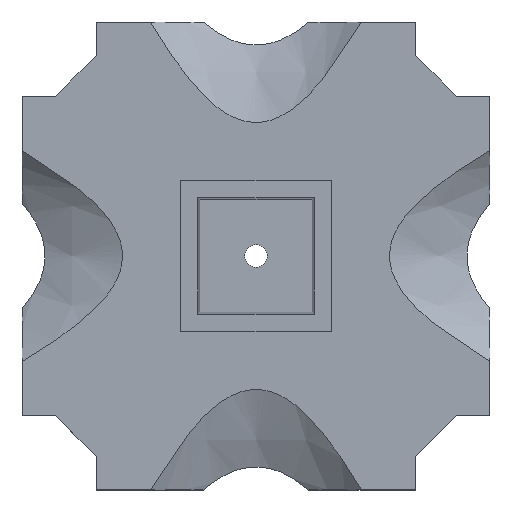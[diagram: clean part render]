
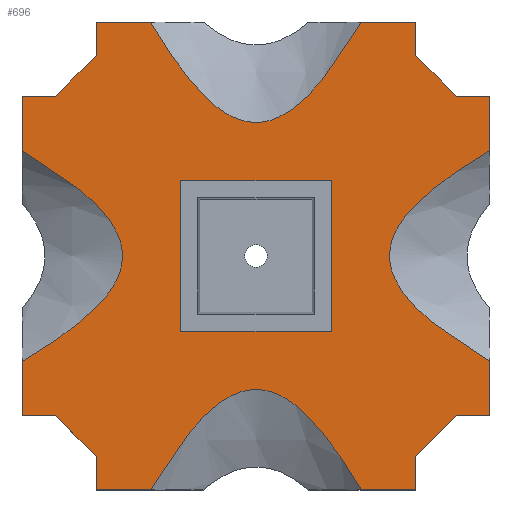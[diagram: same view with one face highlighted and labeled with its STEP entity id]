
A CAD part, top view. The second image highlights one B-rep face of the part: STEP entity #696.
In plain terms, the highlighted planar face has unit normal (0, 0, 1).
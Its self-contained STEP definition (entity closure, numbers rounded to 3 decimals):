
#16=(
BOUNDED_CURVE()
B_SPLINE_CURVE(2,(#1024,#1025,#1026),.UNSPECIFIED.,.F.,.F.)
B_SPLINE_CURVE_WITH_KNOTS((3,3),(0.,3.098),.UNSPECIFIED.)
CURVE()
GEOMETRIC_REPRESENTATION_ITEM()
RATIONAL_B_SPLINE_CURVE((1.,1.274,1.))
REPRESENTATION_ITEM('')
);
#18=(
BOUNDED_CURVE()
B_SPLINE_CURVE(2,(#1037,#1038,#1039),.UNSPECIFIED.,.F.,.F.)
B_SPLINE_CURVE_WITH_KNOTS((3,3),(0.,3.098),.UNSPECIFIED.)
CURVE()
GEOMETRIC_REPRESENTATION_ITEM()
RATIONAL_B_SPLINE_CURVE((1.,1.274,1.))
REPRESENTATION_ITEM('')
);
#20=(
BOUNDED_CURVE()
B_SPLINE_CURVE(2,(#1050,#1051,#1052),.UNSPECIFIED.,.F.,.F.)
B_SPLINE_CURVE_WITH_KNOTS((3,3),(0.,3.098),.UNSPECIFIED.)
CURVE()
GEOMETRIC_REPRESENTATION_ITEM()
RATIONAL_B_SPLINE_CURVE((1.,1.274,1.))
REPRESENTATION_ITEM('')
);
#22=(
BOUNDED_CURVE()
B_SPLINE_CURVE(2,(#1111,#1112,#1113),.UNSPECIFIED.,.F.,.F.)
B_SPLINE_CURVE_WITH_KNOTS((3,3),(0.,3.098),.UNSPECIFIED.)
CURVE()
GEOMETRIC_REPRESENTATION_ITEM()
RATIONAL_B_SPLINE_CURVE((1.,1.274,1.))
REPRESENTATION_ITEM('')
);
#31=FACE_BOUND('',#102,.T.);
#61=FACE_OUTER_BOUND('',#101,.T.);
#101=EDGE_LOOP('',(#549,#550,#551,#552,#553,#554,#555,#556,#557,#558,#559,
#560,#561,#562,#563,#564,#565,#566,#567,#568,#569,#570,#571,#572));
#102=EDGE_LOOP('',(#573,#574,#575,#576));
#132=LINE('',#989,#213);
#136=LINE('',#997,#217);
#139=LINE('',#1003,#220);
#142=LINE('',#1008,#223);
#145=LINE('',#1056,#226);
#148=LINE('',#1062,#229);
#169=LINE('',#1106,#250);
#171=LINE('',#1118,#252);
#172=LINE('',#1120,#253);
#173=LINE('',#1122,#254);
#174=LINE('',#1123,#255);
#175=LINE('',#1125,#256);
#176=LINE('',#1127,#257);
#177=LINE('',#1129,#258);
#178=LINE('',#1130,#259);
#179=LINE('',#1132,#260);
#180=LINE('',#1134,#261);
#181=LINE('',#1136,#262);
#182=LINE('',#1138,#263);
#183=LINE('',#1139,#264);
#184=LINE('',#1141,#265);
#185=LINE('',#1143,#266);
#186=LINE('',#1145,#267);
#187=LINE('',#1146,#268);
#213=VECTOR('',#809,10.);
#217=VECTOR('',#815,10.);
#220=VECTOR('',#820,10.);
#223=VECTOR('',#825,10.);
#226=VECTOR('',#854,10.);
#229=VECTOR('',#859,10.);
#250=VECTOR('',#884,10.);
#252=VECTOR('',#894,10.);
#253=VECTOR('',#895,10.);
#254=VECTOR('',#896,10.);
#255=VECTOR('',#897,10.);
#256=VECTOR('',#898,10.);
#257=VECTOR('',#899,10.);
#258=VECTOR('',#900,10.);
#259=VECTOR('',#901,10.);
#260=VECTOR('',#902,10.);
#261=VECTOR('',#903,10.);
#262=VECTOR('',#904,10.);
#263=VECTOR('',#905,10.);
#264=VECTOR('',#906,10.);
#265=VECTOR('',#907,10.);
#266=VECTOR('',#908,10.);
#267=VECTOR('',#909,10.);
#268=VECTOR('',#910,10.);
#291=VERTEX_POINT('',#987);
#292=VERTEX_POINT('',#988);
#295=VERTEX_POINT('',#996);
#297=VERTEX_POINT('',#1002);
#302=VERTEX_POINT('',#1021);
#303=VERTEX_POINT('',#1023);
#306=VERTEX_POINT('',#1034);
#307=VERTEX_POINT('',#1036);
#310=VERTEX_POINT('',#1047);
#311=VERTEX_POINT('',#1049);
#312=VERTEX_POINT('',#1055);
#314=VERTEX_POINT('',#1061);
#332=VERTEX_POINT('',#1105);
#333=VERTEX_POINT('',#1109);
#334=VERTEX_POINT('',#1110);
#335=VERTEX_POINT('',#1117);
#336=VERTEX_POINT('',#1119);
#337=VERTEX_POINT('',#1121);
#338=VERTEX_POINT('',#1124);
#339=VERTEX_POINT('',#1126);
#340=VERTEX_POINT('',#1128);
#341=VERTEX_POINT('',#1131);
#342=VERTEX_POINT('',#1133);
#343=VERTEX_POINT('',#1135);
#344=VERTEX_POINT('',#1137);
#345=VERTEX_POINT('',#1140);
#346=VERTEX_POINT('',#1142);
#347=VERTEX_POINT('',#1144);
#361=EDGE_CURVE('',#291,#292,#132,.T.);
#365=EDGE_CURVE('',#292,#295,#136,.T.);
#368=EDGE_CURVE('',#295,#297,#139,.T.);
#371=EDGE_CURVE('',#297,#291,#142,.T.);
#377=EDGE_CURVE('',#303,#302,#16,.T.);
#381=EDGE_CURVE('',#307,#306,#18,.T.);
#385=EDGE_CURVE('',#311,#310,#20,.T.);
#387=EDGE_CURVE('',#312,#303,#145,.T.);
#390=EDGE_CURVE('',#314,#307,#148,.T.);
#412=EDGE_CURVE('',#332,#311,#169,.T.);
#414=EDGE_CURVE('',#333,#334,#22,.T.);
#417=EDGE_CURVE('',#302,#335,#171,.T.);
#418=EDGE_CURVE('',#335,#336,#172,.T.);
#419=EDGE_CURVE('',#336,#337,#173,.T.);
#420=EDGE_CURVE('',#337,#314,#174,.T.);
#421=EDGE_CURVE('',#306,#338,#175,.T.);
#422=EDGE_CURVE('',#338,#339,#176,.T.);
#423=EDGE_CURVE('',#339,#340,#177,.T.);
#424=EDGE_CURVE('',#340,#332,#178,.T.);
#425=EDGE_CURVE('',#310,#341,#179,.T.);
#426=EDGE_CURVE('',#342,#341,#180,.T.);
#427=EDGE_CURVE('',#343,#342,#181,.T.);
#428=EDGE_CURVE('',#344,#343,#182,.T.);
#429=EDGE_CURVE('',#333,#344,#183,.T.);
#430=EDGE_CURVE('',#345,#334,#184,.T.);
#431=EDGE_CURVE('',#345,#346,#185,.T.);
#432=EDGE_CURVE('',#346,#347,#186,.T.);
#433=EDGE_CURVE('',#347,#312,#187,.T.);
#549=ORIENTED_EDGE('',*,*,#377,.T.);
#550=ORIENTED_EDGE('',*,*,#417,.T.);
#551=ORIENTED_EDGE('',*,*,#418,.T.);
#552=ORIENTED_EDGE('',*,*,#419,.T.);
#553=ORIENTED_EDGE('',*,*,#420,.T.);
#554=ORIENTED_EDGE('',*,*,#390,.T.);
#555=ORIENTED_EDGE('',*,*,#381,.T.);
#556=ORIENTED_EDGE('',*,*,#421,.T.);
#557=ORIENTED_EDGE('',*,*,#422,.T.);
#558=ORIENTED_EDGE('',*,*,#423,.T.);
#559=ORIENTED_EDGE('',*,*,#424,.T.);
#560=ORIENTED_EDGE('',*,*,#412,.T.);
#561=ORIENTED_EDGE('',*,*,#385,.T.);
#562=ORIENTED_EDGE('',*,*,#425,.T.);
#563=ORIENTED_EDGE('',*,*,#426,.F.);
#564=ORIENTED_EDGE('',*,*,#427,.F.);
#565=ORIENTED_EDGE('',*,*,#428,.F.);
#566=ORIENTED_EDGE('',*,*,#429,.F.);
#567=ORIENTED_EDGE('',*,*,#414,.T.);
#568=ORIENTED_EDGE('',*,*,#430,.F.);
#569=ORIENTED_EDGE('',*,*,#431,.T.);
#570=ORIENTED_EDGE('',*,*,#432,.T.);
#571=ORIENTED_EDGE('',*,*,#433,.T.);
#572=ORIENTED_EDGE('',*,*,#387,.T.);
#573=ORIENTED_EDGE('',*,*,#361,.T.);
#574=ORIENTED_EDGE('',*,*,#365,.T.);
#575=ORIENTED_EDGE('',*,*,#368,.T.);
#576=ORIENTED_EDGE('',*,*,#371,.T.);
#659=PLANE('',#763);
#696=ADVANCED_FACE('',(#61,#31),#659,.T.);
#763=AXIS2_PLACEMENT_3D('',#1116,#892,#893);
#809=DIRECTION('',(-1.,0.,0.));
#815=DIRECTION('',(0.,1.,0.));
#820=DIRECTION('',(1.,0.,0.));
#825=DIRECTION('',(0.,-1.,0.));
#854=DIRECTION('',(0.,1.,0.));
#859=DIRECTION('',(-1.,0.,0.));
#884=DIRECTION('',(0.,-1.,0.));
#892=DIRECTION('center_axis',(0.,0.,1.));
#893=DIRECTION('ref_axis',(1.,0.,0.));
#894=DIRECTION('',(0.,1.,0.));
#895=DIRECTION('',(-1.,0.,0.));
#896=DIRECTION('',(-0.707,0.707,0.));
#897=DIRECTION('',(0.,1.,0.));
#898=DIRECTION('',(-1.,0.,0.));
#899=DIRECTION('',(0.,-1.,0.));
#900=DIRECTION('',(-0.707,-0.707,0.));
#901=DIRECTION('',(-1.,0.,0.));
#902=DIRECTION('',(0.,-1.,0.));
#903=DIRECTION('',(-1.,0.,0.));
#904=DIRECTION('',(-0.707,0.707,0.));
#905=DIRECTION('',(0.,1.,0.));
#906=DIRECTION('',(-1.,0.,0.));
#907=DIRECTION('',(-1.,0.,0.));
#908=DIRECTION('',(0.,1.,0.));
#909=DIRECTION('',(0.707,0.707,0.));
#910=DIRECTION('',(1.,0.,0.));
#987=CARTESIAN_POINT('',(-12.93,12.93,13.));
#988=CARTESIAN_POINT('',(-28.93,12.93,13.));
#989=CARTESIAN_POINT('',(-13.394,12.93,13.));
#996=CARTESIAN_POINT('',(-28.93,28.93,13.));
#997=CARTESIAN_POINT('',(-28.93,24.93,13.));
#1002=CARTESIAN_POINT('',(-12.93,28.93,13.));
#1003=CARTESIAN_POINT('',(-5.394,28.93,13.));
#1008=CARTESIAN_POINT('',(-12.93,16.93,13.));
#1021=CARTESIAN_POINT('',(3.97,32.139,13.));
#1023=CARTESIAN_POINT('',(3.97,9.721,13.));
#1024=CARTESIAN_POINT('Ctrl Pts',(3.97,9.721,13.));
#1025=CARTESIAN_POINT('Ctrl Pts',(-15.11,20.93,13.));
#1026=CARTESIAN_POINT('Ctrl Pts',(3.97,32.139,13.));
#1034=CARTESIAN_POINT('',(-32.139,45.83,13.));
#1036=CARTESIAN_POINT('',(-9.721,45.83,13.));
#1037=CARTESIAN_POINT('Ctrl Pts',(-9.721,45.83,13.));
#1038=CARTESIAN_POINT('Ctrl Pts',(-20.93,26.75,13.));
#1039=CARTESIAN_POINT('Ctrl Pts',(-32.139,45.83,13.));
#1047=CARTESIAN_POINT('',(-45.83,9.721,13.));
#1049=CARTESIAN_POINT('',(-45.83,32.139,13.));
#1050=CARTESIAN_POINT('Ctrl Pts',(-45.83,32.139,13.));
#1051=CARTESIAN_POINT('Ctrl Pts',(-26.75,20.93,13.));
#1052=CARTESIAN_POINT('Ctrl Pts',(-45.83,9.721,13.));
#1055=CARTESIAN_POINT('',(3.97,3.93,13.));
#1056=CARTESIAN_POINT('',(3.97,3.93,13.));
#1061=CARTESIAN_POINT('',(-3.93,45.83,13.));
#1062=CARTESIAN_POINT('',(-3.93,45.83,13.));
#1105=CARTESIAN_POINT('',(-45.83,37.93,13.));
#1106=CARTESIAN_POINT('',(-45.83,37.93,13.));
#1109=CARTESIAN_POINT('',(-32.139,-3.97,13.));
#1110=CARTESIAN_POINT('',(-9.721,-3.97,13.));
#1111=CARTESIAN_POINT('Ctrl Pts',(-32.139,-3.97,13.));
#1112=CARTESIAN_POINT('Ctrl Pts',(-20.93,15.11,13.));
#1113=CARTESIAN_POINT('Ctrl Pts',(-9.721,-3.97,13.));
#1116=CARTESIAN_POINT('Origin',(2.141,20.93,13.));
#1117=CARTESIAN_POINT('',(3.97,37.93,13.));
#1118=CARTESIAN_POINT('',(3.97,3.93,13.));
#1119=CARTESIAN_POINT('',(0.395,37.93,13.));
#1120=CARTESIAN_POINT('',(4.17,37.93,13.));
#1121=CARTESIAN_POINT('',(-3.93,42.255,13.));
#1122=CARTESIAN_POINT('',(0.395,37.93,13.));
#1123=CARTESIAN_POINT('',(-3.93,42.255,13.));
#1124=CARTESIAN_POINT('',(-37.93,45.83,13.));
#1125=CARTESIAN_POINT('',(-3.93,45.83,13.));
#1126=CARTESIAN_POINT('',(-37.93,42.255,13.));
#1127=CARTESIAN_POINT('',(-37.93,46.03,13.));
#1128=CARTESIAN_POINT('',(-42.255,37.93,13.));
#1129=CARTESIAN_POINT('',(-37.93,42.255,13.));
#1130=CARTESIAN_POINT('',(-42.255,37.93,13.));
#1131=CARTESIAN_POINT('',(-45.83,3.93,13.));
#1132=CARTESIAN_POINT('',(-45.83,37.93,13.));
#1133=CARTESIAN_POINT('',(-42.255,3.93,13.));
#1134=CARTESIAN_POINT('',(-42.255,3.93,13.));
#1135=CARTESIAN_POINT('',(-37.93,-0.395,13.));
#1136=CARTESIAN_POINT('',(-37.93,-0.395,13.));
#1137=CARTESIAN_POINT('',(-37.93,-3.97,13.));
#1138=CARTESIAN_POINT('',(-37.93,-4.17,13.));
#1139=CARTESIAN_POINT('',(-37.73,-3.97,13.));
#1140=CARTESIAN_POINT('',(-3.971,-3.97,13.));
#1141=CARTESIAN_POINT('',(-37.73,-3.97,13.));
#1142=CARTESIAN_POINT('',(-3.971,-0.437,13.));
#1143=CARTESIAN_POINT('',(-3.971,-4.17,13.));
#1144=CARTESIAN_POINT('',(0.395,3.93,13.));
#1145=CARTESIAN_POINT('',(-3.971,-0.437,13.));
#1146=CARTESIAN_POINT('',(0.395,3.93,13.));
